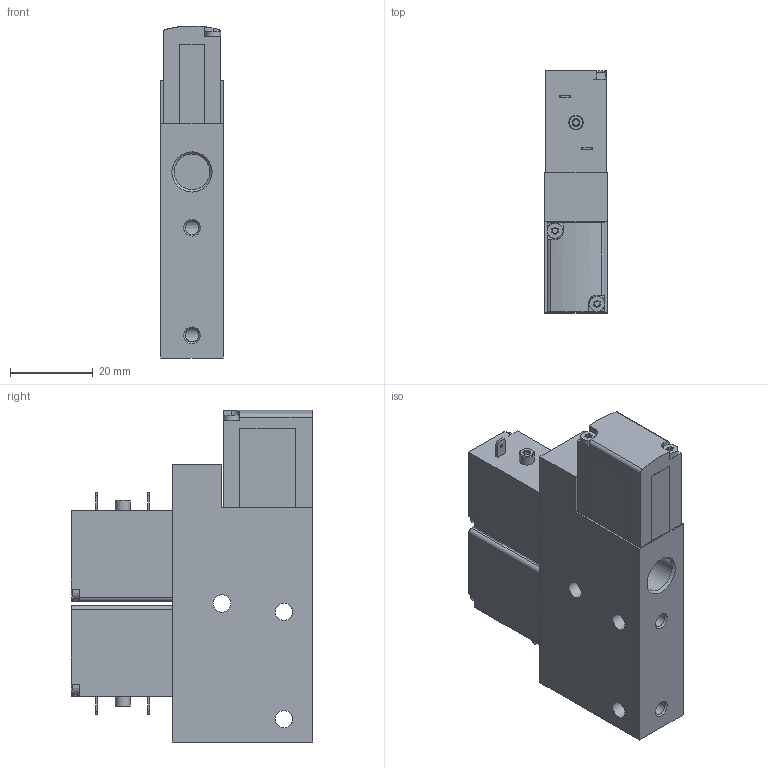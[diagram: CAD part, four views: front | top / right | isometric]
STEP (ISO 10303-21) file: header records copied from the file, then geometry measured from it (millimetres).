
FILE_DESCRIPTION(/* description */ ('STEP AP214'),/* implementation_level */ '2;1');
FILE_NAME(/* name */ '35530_VAD-MYB-I-1_8',/* time_stamp */ '2024-09-16T06:37:10+02:00',/* author */ ('License CC BY-ND 4.0'),/* organization */ ('CADENAS'),/* preprocessor_version */ 'ST-DEVELOPER v19.3',/* originating_system */ 'PARTsolutions',/* authorisation */ ' ');
FILE_SCHEMA (('AUTOMOTIVE_DESIGN {1 0 10303 214 3 1 1}'));
Length unit declared in the file: millimetre
Products named in the file (1): 35530 VAD-MYB-I-1/8---(high)
Bounding box: 15 x 58.5 x 80.3 mm (x, y, z)
Volume: 51970.9 mm3; surface area: 13737 mm2
Topology: 1 solids, 1 shells, 236 faces, 615 edges, 406 vertices
Faces by surface type: plane 120, cylinder 102, cone 14
Full cylindrical faces by diameter (mm): 0.8 x4, 1.5 x2, 3.242 x2, 3.6 x2, 4.134 x1, 4.2 x3, 8.566 x1
Entity records: 8874 total; most frequent: DIRECTION 1278, CARTESIAN_POINT 1269, ORIENTED_EDGE 1168, EDGE_CURVE 584, AXIS2_PLACEMENT_3D 461, VERTEX_POINT 404, LINE 356, VECTOR 356
